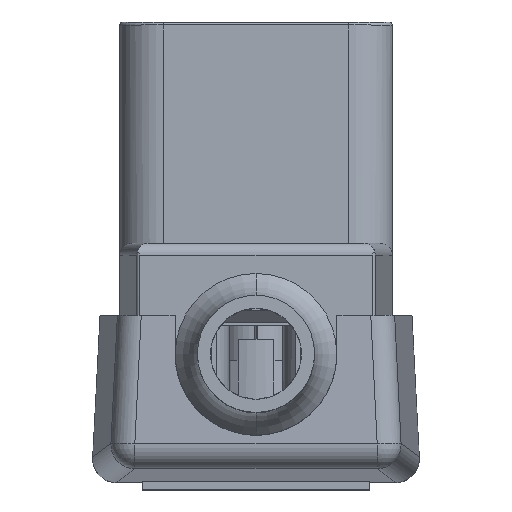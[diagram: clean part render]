
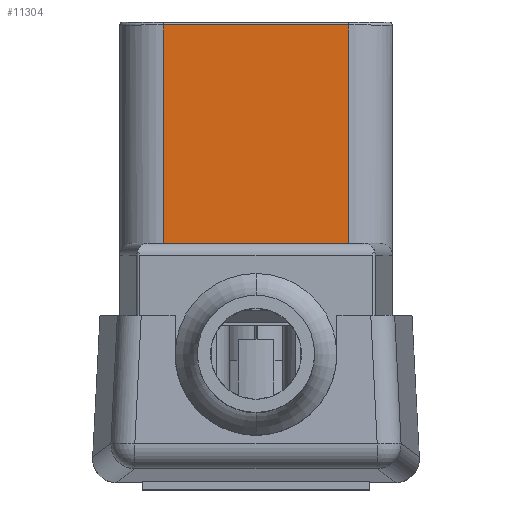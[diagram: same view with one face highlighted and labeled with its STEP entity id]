
A CAD part, top view. The second image highlights one B-rep face of the part: STEP entity #11304.
In plain terms, the highlighted planar face has unit normal (0, 0, 1).
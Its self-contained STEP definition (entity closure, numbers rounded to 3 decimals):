
#258 = CARTESIAN_POINT ( 'NONE',  ( -7.725, 27.55, -4.45 ) ) ;
#943 = ORIENTED_EDGE ( 'NONE', *, *, #3855, .F. ) ;
#1950 = AXIS2_PLACEMENT_3D ( 'NONE', #4321, #6524, #7928 ) ;
#2652 = LINE ( 'NONE', #11118, #8229 ) ;
#2681 = CARTESIAN_POINT ( 'NONE',  ( -7.725, 27.55, -4.45 ) ) ;
#2726 = VECTOR ( 'NONE', #2909, 1000. ) ;
#2909 = DIRECTION ( 'NONE',  ( 1., 0., 0. ) ) ;
#3272 = EDGE_CURVE ( 'NONE', #12017, #15419, #13352, .T. ) ;
#3855 = EDGE_CURVE ( 'NONE', #14433, #12017, #10854, .T. ) ;
#3867 = ORIENTED_EDGE ( 'NONE', *, *, #3272, .F. ) ;
#4051 = ORIENTED_EDGE ( 'NONE', *, *, #10727, .T. ) ;
#4321 = CARTESIAN_POINT ( 'NONE',  ( -7.725, 9.3, -4.45 ) ) ;
#4793 = DIRECTION ( 'NONE',  ( 0., 1., 0. ) ) ;
#6524 = DIRECTION ( 'NONE',  ( 0., 0., 1. ) ) ;
#6527 = CARTESIAN_POINT ( 'NONE',  ( 7.725, 9.3, -4.45 ) ) ;
#6673 = FACE_OUTER_BOUND ( 'NONE', #14262, .T. ) ;
#7216 = EDGE_CURVE ( 'NONE', #9598, #15419, #10599, .T. ) ;
#7401 = DIRECTION ( 'NONE',  ( 0., 1., 0. ) ) ;
#7928 = DIRECTION ( 'NONE',  ( 1., 0., 0. ) ) ;
#8229 = VECTOR ( 'NONE', #12075, 1000. ) ;
#8258 = CARTESIAN_POINT ( 'NONE',  ( 7.725, 9.3, -4.45 ) ) ;
#8513 = CARTESIAN_POINT ( 'NONE',  ( -7.725, 9.3, -4.45 ) ) ;
#9450 = CARTESIAN_POINT ( 'NONE',  ( 7.725, 27.55, -4.45 ) ) ;
#9598 = VERTEX_POINT ( 'NONE', #6527 ) ;
#9920 = CARTESIAN_POINT ( 'NONE',  ( -7.725, 9.3, -4.45 ) ) ;
#10059 = VECTOR ( 'NONE', #7401, 1000. ) ;
#10594 = VECTOR ( 'NONE', #4793, 1000. ) ;
#10599 = LINE ( 'NONE', #8258, #10594 ) ;
#10727 = EDGE_CURVE ( 'NONE', #14433, #9598, #2652, .T. ) ;
#10854 = LINE ( 'NONE', #8513, #10059 ) ;
#11118 = CARTESIAN_POINT ( 'NONE',  ( -7.725, 9.3, -4.45 ) ) ;
#11304 = ADVANCED_FACE ( 'NONE', ( #6673 ), #15058, .T. ) ;
#12017 = VERTEX_POINT ( 'NONE', #2681 ) ;
#12075 = DIRECTION ( 'NONE',  ( 1., 0., 0. ) ) ;
#12302 = ORIENTED_EDGE ( 'NONE', *, *, #7216, .T. ) ;
#13352 = LINE ( 'NONE', #258, #2726 ) ;
#14262 = EDGE_LOOP ( 'NONE', ( #943, #4051, #12302, #3867 ) ) ;
#14433 = VERTEX_POINT ( 'NONE', #9920 ) ;
#15058 = PLANE ( 'NONE',  #1950 ) ;
#15419 = VERTEX_POINT ( 'NONE', #9450 ) ;
